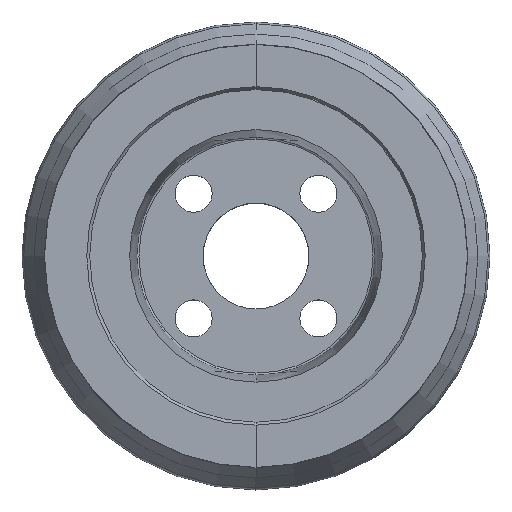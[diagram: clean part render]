
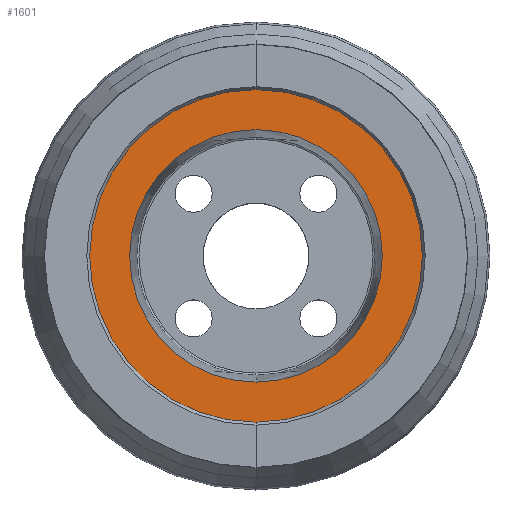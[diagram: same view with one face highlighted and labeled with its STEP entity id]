
A CAD part, top view. The second image highlights one B-rep face of the part: STEP entity #1601.
In plain terms, the highlighted planar face has unit normal (0, 0, 1).
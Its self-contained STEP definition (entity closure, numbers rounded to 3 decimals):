
#600=CARTESIAN_POINT('',(0.,0.,61.6));
#601=DIRECTION('',(0.,0.,1.));
#602=DIRECTION('',(0.,-1.,0.));
#603=AXIS2_PLACEMENT_3D('',#600,#601,#602);
#619=CARTESIAN_POINT('',(0.,0.,61.6));
#620=DIRECTION('',(0.,0.,1.));
#621=DIRECTION('',(0.,1.,0.));
#622=AXIS2_PLACEMENT_3D('',#619,#620,#621);
#708=CARTESIAN_POINT('',(0.,0.,61.6));
#709=DIRECTION('',(0.,0.,-1.));
#710=DIRECTION('',(0.,1.,0.));
#711=AXIS2_PLACEMENT_3D('',#708,#709,#710);
#745=CARTESIAN_POINT('',(0.,0.,61.6));
#746=DIRECTION('',(0.,0.,1.));
#747=DIRECTION('',(0.,1.,0.));
#748=AXIS2_PLACEMENT_3D('',#745,#746,#747);
#806=CARTESIAN_POINT('',(0.,47.765,61.6));
#807=CARTESIAN_POINT('',(0.,-47.765,61.6));
#808=VERTEX_POINT('',#806);
#809=VERTEX_POINT('',#807);
#818=CARTESIAN_POINT('',(0.,78.944,61.6));
#819=CARTESIAN_POINT('',(0.,-78.944,61.6));
#820=VERTEX_POINT('',#818);
#821=VERTEX_POINT('',#819);
#1585=CARTESIAN_POINT('',(0.,0.,61.6));
#1586=DIRECTION('',(0.,0.,-1.));
#1587=DIRECTION('',(0.,-1.,0.));
#1588=AXIS2_PLACEMENT_3D('',#1585,#1586,#1587);
#1589=PLANE('',#1588);
#1591=ORIENTED_EDGE('',*,*,#1590,.F.);
#1592=ORIENTED_EDGE('',*,*,#1575,.F.);
#1593=EDGE_LOOP('',(#1591,#1592));
#1594=FACE_OUTER_BOUND('',#1593,.F.);
#1596=ORIENTED_EDGE('',*,*,#1595,.T.);
#1598=ORIENTED_EDGE('',*,*,#1597,.F.);
#1599=EDGE_LOOP('',(#1596,#1598));
#1600=FACE_BOUND('',#1599,.F.);
#1601=ADVANCED_FACE('',(#1594,#1600),#1589,.F.);
#604=CIRCLE('',#603,78.944);
#623=CIRCLE('',#622,47.765);
#712=CIRCLE('',#711,47.765);
#749=CIRCLE('',#748,78.944);
#1575=EDGE_CURVE('',#821,#820,#604,.T.);
#1590=EDGE_CURVE('',#820,#821,#749,.T.);
#1595=EDGE_CURVE('',#808,#809,#623,.T.);
#1597=EDGE_CURVE('',#808,#809,#712,.T.);
